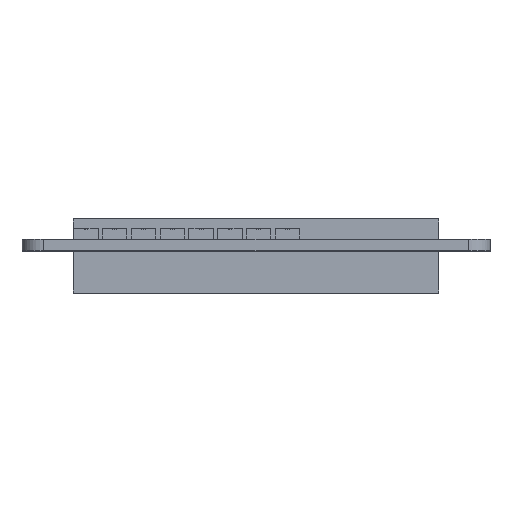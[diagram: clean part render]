
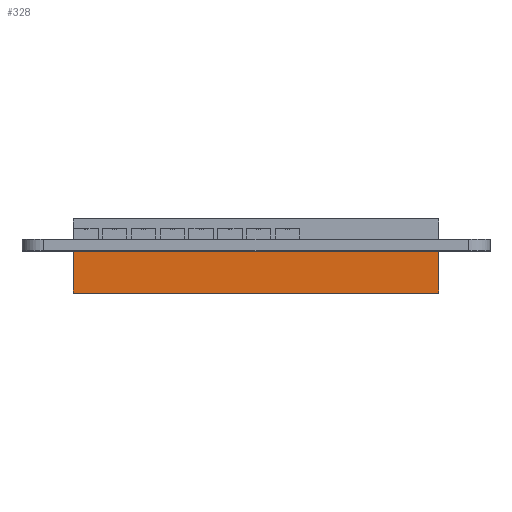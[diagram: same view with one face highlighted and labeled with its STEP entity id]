
A CAD part, top view. The second image highlights one B-rep face of the part: STEP entity #328.
In plain terms, the highlighted planar face has unit normal (0, 0, 1).
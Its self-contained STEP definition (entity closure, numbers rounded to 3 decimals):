
#328 = ADVANCED_FACE ( 'NONE', ( #38215 ), #35304, .F. ) ;
#591 = ORIENTED_EDGE ( 'NONE', *, *, #5633, .T. ) ;
#1043 = CARTESIAN_POINT ( 'NONE',  ( 15.4, -0.8, -21.96 ) ) ;
#1235 = CARTESIAN_POINT ( 'NONE',  ( -35.4, -6.6, -21.96 ) ) ;
#1659 = DIRECTION ( 'NONE',  ( 0., 1., 0. ) ) ;
#1669 = CARTESIAN_POINT ( 'NONE',  ( -35.4, -6.6, -21.96 ) ) ;
#4126 = AXIS2_PLACEMENT_3D ( 'NONE', #29506, #7271, #33176 ) ;
#4205 = DIRECTION ( 'NONE',  ( -1., 0., 0. ) ) ;
#5633 = EDGE_CURVE ( 'NONE', #28982, #21298, #30349, .T. ) ;
#7271 = DIRECTION ( 'NONE',  ( 0., 0., -1. ) ) ;
#8332 = CARTESIAN_POINT ( 'NONE',  ( 15.4, -6.6, -21.96 ) ) ;
#9464 = VECTOR ( 'NONE', #21291, 1000. ) ;
#10644 = ORIENTED_EDGE ( 'NONE', *, *, #15137, .F. ) ;
#14034 = VECTOR ( 'NONE', #34235, 1000. ) ;
#14500 = VERTEX_POINT ( 'NONE', #8332 ) ;
#15137 = EDGE_CURVE ( 'NONE', #14500, #19015, #18536, .T. ) ;
#16194 = LINE ( 'NONE', #18710, #37942 ) ;
#18536 = LINE ( 'NONE', #1669, #36323 ) ;
#18710 = CARTESIAN_POINT ( 'NONE',  ( 15.4, -6.6, -21.96 ) ) ;
#19015 = VERTEX_POINT ( 'NONE', #27734 ) ;
#21158 = ORIENTED_EDGE ( 'NONE', *, *, #32389, .T. ) ;
#21291 = DIRECTION ( 'NONE',  ( -1., 0., 0. ) ) ;
#21298 = VERTEX_POINT ( 'NONE', #34757 ) ;
#21904 = LINE ( 'NONE', #1235, #14034 ) ;
#27701 = EDGE_LOOP ( 'NONE', ( #591, #36165, #10644, #21158 ) ) ;
#27734 = CARTESIAN_POINT ( 'NONE',  ( -35.4, -6.6, -21.96 ) ) ;
#28982 = VERTEX_POINT ( 'NONE', #1043 ) ;
#29506 = CARTESIAN_POINT ( 'NONE',  ( -35.4, -6.6, -21.96 ) ) ;
#30349 = LINE ( 'NONE', #36707, #9464 ) ;
#32389 = EDGE_CURVE ( 'NONE', #14500, #28982, #16194, .T. ) ;
#33176 = DIRECTION ( 'NONE',  ( -1., 0., 0. ) ) ;
#34235 = DIRECTION ( 'NONE',  ( 0., 1., 0. ) ) ;
#34757 = CARTESIAN_POINT ( 'NONE',  ( -35.4, -0.8, -21.96 ) ) ;
#34960 = EDGE_CURVE ( 'NONE', #19015, #21298, #21904, .T. ) ;
#35304 = PLANE ( 'NONE',  #4126 ) ;
#36165 = ORIENTED_EDGE ( 'NONE', *, *, #34960, .F. ) ;
#36323 = VECTOR ( 'NONE', #4205, 1000. ) ;
#36707 = CARTESIAN_POINT ( 'NONE',  ( -35.4, -0.8, -21.96 ) ) ;
#37942 = VECTOR ( 'NONE', #1659, 1000. ) ;
#38215 = FACE_OUTER_BOUND ( 'NONE', #27701, .T. ) ;
